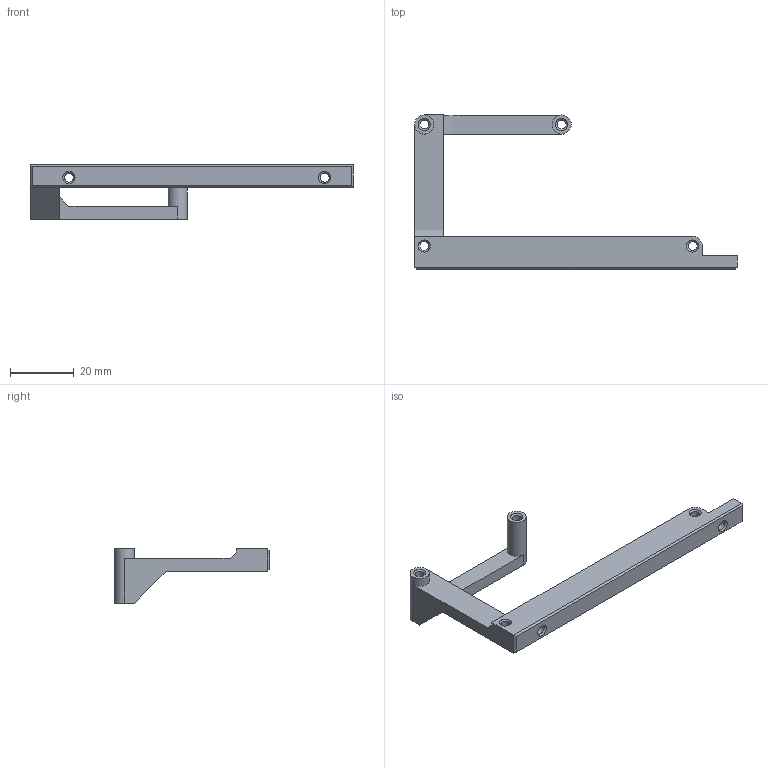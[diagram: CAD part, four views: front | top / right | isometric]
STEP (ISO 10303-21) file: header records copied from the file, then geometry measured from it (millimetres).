
FILE_DESCRIPTION(/* description */ (''),/* implementation_level */ '2;1');
FILE_NAME(/* name */ 'can_hub_hold v4.step',/* time_stamp */ '2024-05-31T00:29:39+09:00',/* author */ (''),/* organization */ (''),/* preprocessor_version */ 'ST-DEVELOPER v20',/* originating_system */ 'Autodesk Translation Framework v13.14.0.145',/* authorisation */ '');
FILE_SCHEMA (('AUTOMOTIVE_DESIGN { 1 0 10303 214 3 1 1 }'));
Length unit declared in the file: millimetre
Products named in the file (1): can_hub_hold
Bounding box: 101 x 48.2 x 17 mm (x, y, z)
Volume: 10090.3 mm3; surface area: 6259 mm2
Topology: 1 solids, 1 shells, 38 faces, 98 edges, 62 vertices
Faces by surface type: plane 23, cylinder 9, cone 6
Full cylindrical faces by diameter (mm): 2.8 x6, 6 x2
Entity records: 1207 total; most frequent: DIRECTION 204, CARTESIAN_POINT 199, ORIENTED_EDGE 196, EDGE_CURVE 98, LINE 70, VECTOR 70, AXIS2_PLACEMENT_3D 67, VERTEX_POINT 62
